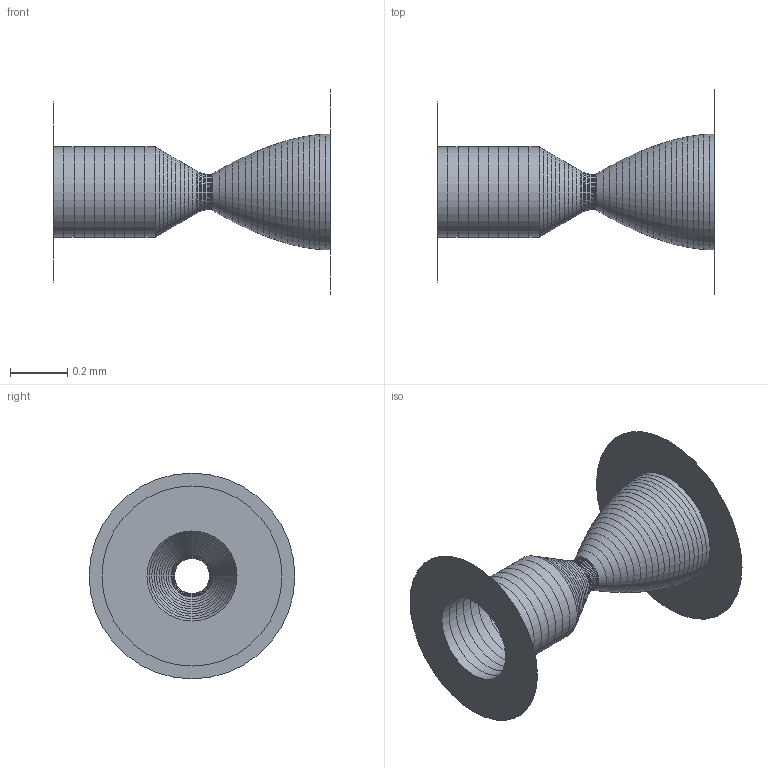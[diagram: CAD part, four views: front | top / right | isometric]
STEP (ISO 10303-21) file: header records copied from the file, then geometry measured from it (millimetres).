
FILE_DESCRIPTION(('FreeCAD Model'),'2;1');
FILE_NAME('defaultREngine.stp', '2020-01-22T01:15:48',('FreeCAD'),('FreeCAD'), 'Open CASCADE STEP processor 7.3','FreeCAD','Unknown');
FILE_SCHEMA(('AUTOMOTIVE_DESIGN { 1 0 10303 214 1 1 1 1 }'));
Length unit declared in the file: millimetre
Products named in the file (1): Open CASCADE STEP translator 7.3 1
Bounding box: 0.97 x 0.72 x 0.72 mm (x, y, z)
Surface area: 1.4 mm2 (no closed solid volume)
Topology: 0 solids, 1 shells, 62 faces, 123 edges, 63 vertices
Faces by surface type: cone 50, cylinder 10, plane 2
Full cylindrical faces by diameter (mm): 0.316 x10
Entity records: 3153 total; most frequent: DIRECTION 556, CARTESIAN_POINT 493, LINE 300, VECTOR 300, ORIENTED_EDGE 244, PCURVE 244, DEFINITIONAL_REPRESENTATION 244, AXIS2_PLACEMENT_3D 126
